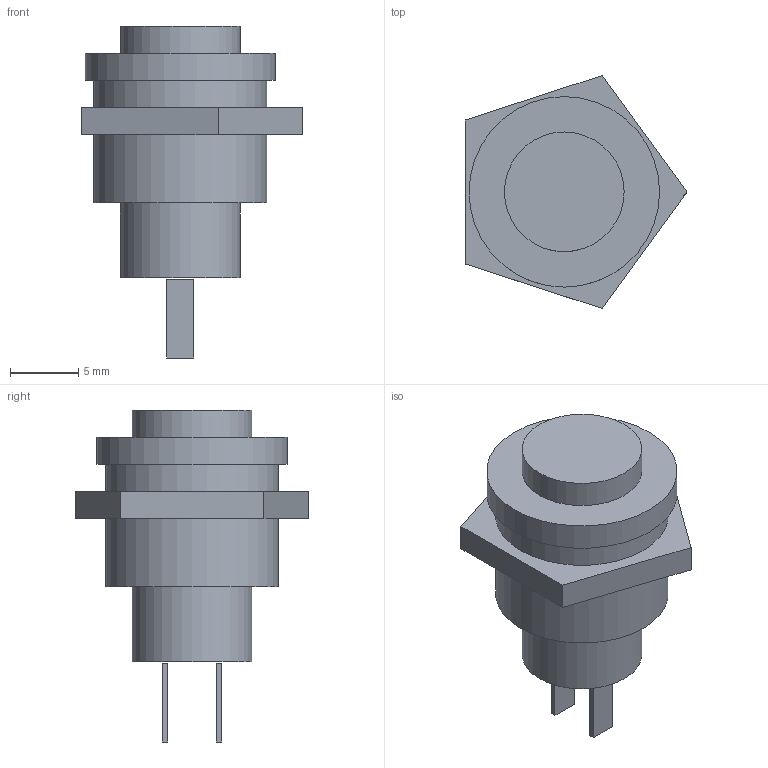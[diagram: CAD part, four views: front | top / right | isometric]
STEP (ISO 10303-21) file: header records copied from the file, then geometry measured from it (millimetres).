
FILE_DESCRIPTION(('FreeCAD Model'),'2;1');
FILE_NAME('Open CASCADE Shape Model','2025-12-05T22:28:20',(''),(''), 'Open CASCADE STEP processor 7.6','FreeCAD','Unknown');
FILE_SCHEMA(('AUTOMOTIVE_DESIGN { 1 0 10303 214 1 1 1 1 }'));
Length unit declared in the file: millimetre
Products named in the file (1): Fusion
Bounding box: 16.28 x 17.12 x 24.4 mm (x, y, z)
Volume: 2045.2 mm3; surface area: 1179 mm2
Topology: 3 solids, 3 shells, 29 faces, 54 edges, 36 vertices
Faces by surface type: plane 24, cylinder 5
Full cylindrical faces by diameter (mm): 8.8 x2, 12.7 x2, 14 x1
Entity records: 945 total; most frequent: DIRECTION 124, CARTESIAN_POINT 120, ORIENTED_EDGE 108, EDGE_CURVE 54, LINE 44, VECTOR 44, AXIS2_PLACEMENT_3D 40, VERTEX_POINT 36
